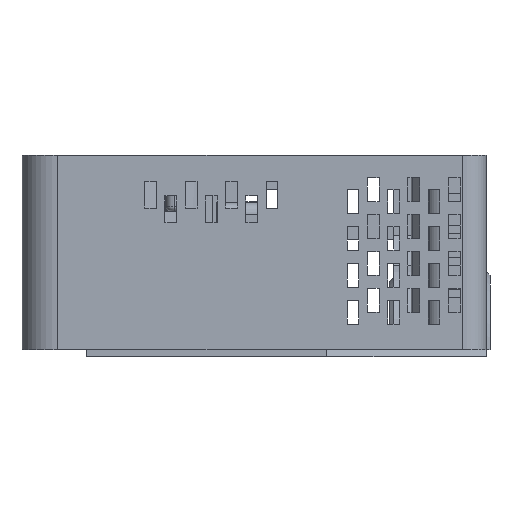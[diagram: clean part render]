
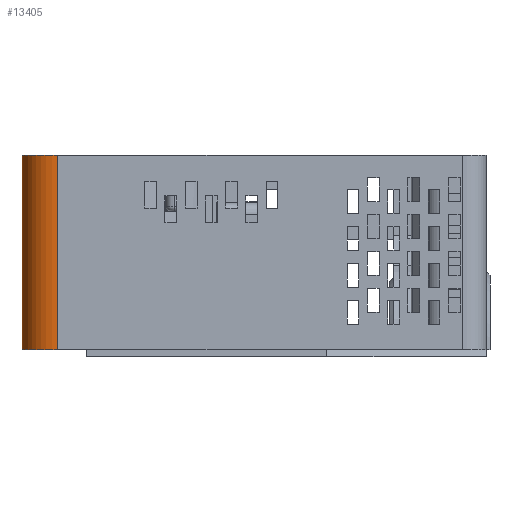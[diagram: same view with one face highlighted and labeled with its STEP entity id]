
A CAD part, left-side view. The second image highlights one B-rep face of the part: STEP entity #13405.
In plain terms, the highlighted cylindrical face has radius 6 mm (diameter 12 mm), a partial arc.
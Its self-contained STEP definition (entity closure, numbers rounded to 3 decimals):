
#1392 = AXIS2_PLACEMENT_3D ( 'NONE', #27685, #4828, #13311 ) ;
#2035 = DIRECTION ( 'NONE',  ( -1., 0., 0. ) ) ;
#3045 = ORIENTED_EDGE ( 'NONE', *, *, #32845, .F. ) ;
#4168 = VERTEX_POINT ( 'NONE', #34247 ) ;
#4828 = DIRECTION ( 'NONE',  ( 0., 0., -1. ) ) ;
#6090 = EDGE_CURVE ( 'NONE', #24662, #32954, #22917, .T. ) ;
#6454 = LINE ( 'NONE', #33612, #27407 ) ;
#6502 = CARTESIAN_POINT ( 'NONE',  ( -68.032, 101.513, -108.345 ) ) ;
#7807 = CARTESIAN_POINT ( 'NONE',  ( -72.688, 97.729, -141.045 ) ) ;
#10526 = ORIENTED_EDGE ( 'NONE', *, *, #10801, .T. ) ;
#10801 = EDGE_CURVE ( 'NONE', #4168, #24662, #33195, .T. ) ;
#12011 = CARTESIAN_POINT ( 'NONE',  ( -68.032, 101.513, -108.345 ) ) ;
#13311 = DIRECTION ( 'NONE',  ( -1., 0., 0. ) ) ;
#13405 = ADVANCED_FACE ( 'NONE', ( #36130 ), #33191, .T. ) ;
#13854 = AXIS2_PLACEMENT_3D ( 'NONE', #7807, #21827, #16293 ) ;
#14444 = DIRECTION ( 'NONE',  ( 0., 0., -1. ) ) ;
#16186 = CIRCLE ( 'NONE', #13854, 6. ) ;
#16224 = CARTESIAN_POINT ( 'NONE',  ( -72.688, 97.729, -108.345 ) ) ;
#16293 = DIRECTION ( 'NONE',  ( -1., 0., 0. ) ) ;
#16507 = CARTESIAN_POINT ( 'NONE',  ( -78.688, 97.729, -141.045 ) ) ;
#21827 = DIRECTION ( 'NONE',  ( 0., 0., -1. ) ) ;
#22192 = CARTESIAN_POINT ( 'NONE',  ( -68.032, 101.513, -141.045 ) ) ;
#22917 = LINE ( 'NONE', #6502, #28494 ) ;
#24436 = ORIENTED_EDGE ( 'NONE', *, *, #32955, .F. ) ;
#24662 = VERTEX_POINT ( 'NONE', #12011 ) ;
#26016 = AXIS2_PLACEMENT_3D ( 'NONE', #16224, #30054, #2035 ) ;
#27397 = VERTEX_POINT ( 'NONE', #16507 ) ;
#27407 = VECTOR ( 'NONE', #27905, 1000. ) ;
#27685 = CARTESIAN_POINT ( 'NONE',  ( -72.688, 97.729, -108.345 ) ) ;
#27905 = DIRECTION ( 'NONE',  ( 0., 0., -1. ) ) ;
#28494 = VECTOR ( 'NONE', #14444, 1000. ) ;
#29687 = EDGE_LOOP ( 'NONE', ( #10526, #32801, #3045, #24436 ) ) ;
#30054 = DIRECTION ( 'NONE',  ( 0., 0., -1. ) ) ;
#32801 = ORIENTED_EDGE ( 'NONE', *, *, #6090, .T. ) ;
#32845 = EDGE_CURVE ( 'NONE', #27397, #32954, #16186, .T. ) ;
#32954 = VERTEX_POINT ( 'NONE', #22192 ) ;
#32955 = EDGE_CURVE ( 'NONE', #4168, #27397, #6454, .T. ) ;
#33191 = CYLINDRICAL_SURFACE ( 'NONE', #26016, 6. ) ;
#33195 = CIRCLE ( 'NONE', #1392, 6. ) ;
#33612 = CARTESIAN_POINT ( 'NONE',  ( -78.688, 97.729, -108.345 ) ) ;
#34247 = CARTESIAN_POINT ( 'NONE',  ( -78.688, 97.729, -108.345 ) ) ;
#36130 = FACE_OUTER_BOUND ( 'NONE', #29687, .T. ) ;
